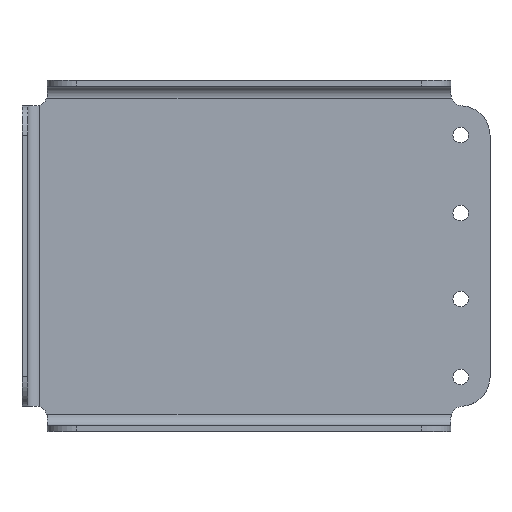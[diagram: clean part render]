
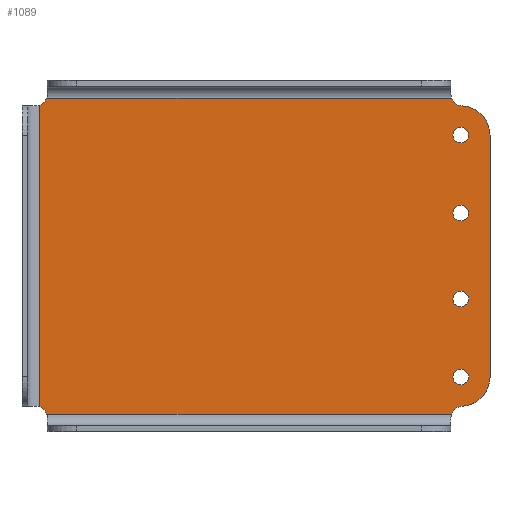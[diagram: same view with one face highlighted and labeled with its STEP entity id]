
A CAD part, top view. The second image highlights one B-rep face of the part: STEP entity #1089.
In plain terms, the highlighted planar face has unit normal (0, 0, 1).
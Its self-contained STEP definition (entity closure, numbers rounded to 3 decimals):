
#50=FACE_BOUND('',#199,.T.);
#51=FACE_BOUND('',#200,.T.);
#52=FACE_BOUND('',#201,.T.);
#53=FACE_BOUND('',#202,.T.);
#74=PLANE('',#1228);
#121=FACE_OUTER_BOUND('',#198,.T.);
#198=EDGE_LOOP('',(#910,#911,#912,#913,#914,#915,#916,#917,#918,#919));
#199=EDGE_LOOP('',(#920));
#200=EDGE_LOOP('',(#921));
#201=EDGE_LOOP('',(#922));
#202=EDGE_LOOP('',(#923));
#247=LINE('',#1698,#319);
#286=LINE('',#1862,#358);
#287=LINE('',#1867,#359);
#288=LINE('',#1870,#360);
#319=VECTOR('',#1389,10.);
#358=VECTOR('',#1522,10.);
#359=VECTOR('',#1527,10.);
#360=VECTOR('',#1530,10.);
#369=CIRCLE('',#1124,2.);
#371=CIRCLE('',#1127,2.);
#373=CIRCLE('',#1130,2.);
#375=CIRCLE('',#1133,2.);
#405=CIRCLE('',#1178,7.5);
#430=CIRCLE('',#1221,7.5);
#431=CIRCLE('',#1223,3.);
#432=CIRCLE('',#1225,3.);
#434=CIRCLE('',#1229,3.);
#435=CIRCLE('',#1230,3.);
#441=VERTEX_POINT('',#1577);
#443=VERTEX_POINT('',#1583);
#445=VERTEX_POINT('',#1589);
#447=VERTEX_POINT('',#1595);
#477=VERTEX_POINT('',#1685);
#478=VERTEX_POINT('',#1686);
#482=VERTEX_POINT('',#1696);
#530=VERTEX_POINT('',#1823);
#531=VERTEX_POINT('',#1831);
#532=VERTEX_POINT('',#1840);
#534=VERTEX_POINT('',#1855);
#535=VERTEX_POINT('',#1864);
#536=VERTEX_POINT('',#1866);
#537=VERTEX_POINT('',#1868);
#545=EDGE_CURVE('',#441,#441,#369,.T.);
#548=EDGE_CURVE('',#443,#443,#371,.T.);
#551=EDGE_CURVE('',#445,#445,#373,.T.);
#554=EDGE_CURVE('',#447,#447,#375,.T.);
#599=EDGE_CURVE('',#477,#478,#405,.T.);
#605=EDGE_CURVE('',#482,#477,#247,.T.);
#667=EDGE_CURVE('',#530,#482,#430,.T.);
#670=EDGE_CURVE('',#530,#531,#431,.T.);
#671=EDGE_CURVE('',#532,#478,#432,.T.);
#676=EDGE_CURVE('',#531,#534,#286,.T.);
#677=EDGE_CURVE('',#534,#535,#434,.T.);
#678=EDGE_CURVE('',#535,#536,#287,.T.);
#679=EDGE_CURVE('',#536,#537,#435,.T.);
#680=EDGE_CURVE('',#537,#532,#288,.T.);
#910=ORIENTED_EDGE('',*,*,#599,.F.);
#911=ORIENTED_EDGE('',*,*,#605,.F.);
#912=ORIENTED_EDGE('',*,*,#667,.F.);
#913=ORIENTED_EDGE('',*,*,#670,.T.);
#914=ORIENTED_EDGE('',*,*,#676,.T.);
#915=ORIENTED_EDGE('',*,*,#677,.T.);
#916=ORIENTED_EDGE('',*,*,#678,.T.);
#917=ORIENTED_EDGE('',*,*,#679,.T.);
#918=ORIENTED_EDGE('',*,*,#680,.T.);
#919=ORIENTED_EDGE('',*,*,#671,.T.);
#920=ORIENTED_EDGE('',*,*,#545,.T.);
#921=ORIENTED_EDGE('',*,*,#548,.T.);
#922=ORIENTED_EDGE('',*,*,#551,.T.);
#923=ORIENTED_EDGE('',*,*,#554,.T.);
#1089=ADVANCED_FACE('',(#121,#50,#51,#52,#53),#74,.T.);
#1124=AXIS2_PLACEMENT_3D('',#1578,#1253,#1254);
#1127=AXIS2_PLACEMENT_3D('',#1584,#1260,#1261);
#1130=AXIS2_PLACEMENT_3D('',#1590,#1267,#1268);
#1133=AXIS2_PLACEMENT_3D('',#1596,#1274,#1275);
#1178=AXIS2_PLACEMENT_3D('',#1687,#1379,#1380);
#1221=AXIS2_PLACEMENT_3D('',#1825,#1508,#1509);
#1223=AXIS2_PLACEMENT_3D('',#1838,#1512,#1513);
#1225=AXIS2_PLACEMENT_3D('',#1841,#1516,#1517);
#1228=AXIS2_PLACEMENT_3D('',#1863,#1523,#1524);
#1229=AXIS2_PLACEMENT_3D('',#1865,#1525,#1526);
#1230=AXIS2_PLACEMENT_3D('',#1869,#1528,#1529);
#1253=DIRECTION('center_axis',(0.,0.,-1.));
#1254=DIRECTION('ref_axis',(1.,0.,0.));
#1260=DIRECTION('center_axis',(0.,0.,-1.));
#1261=DIRECTION('ref_axis',(1.,0.,0.));
#1267=DIRECTION('center_axis',(0.,0.,-1.));
#1268=DIRECTION('ref_axis',(1.,0.,0.));
#1274=DIRECTION('center_axis',(0.,0.,-1.));
#1275=DIRECTION('ref_axis',(1.,0.,0.));
#1379=DIRECTION('center_axis',(0.,0.,-1.));
#1380=DIRECTION('ref_axis',(-1.,0.,0.));
#1389=DIRECTION('',(0.,-1.,0.));
#1508=DIRECTION('center_axis',(0.,0.,-1.));
#1509=DIRECTION('ref_axis',(-1.,0.,0.));
#1512=DIRECTION('center_axis',(0.,0.,-1.));
#1513=DIRECTION('ref_axis',(0.,-1.,0.));
#1516=DIRECTION('center_axis',(0.,0.,-1.));
#1517=DIRECTION('ref_axis',(-1.,0.,0.));
#1522=DIRECTION('',(-1.,0.,0.));
#1523=DIRECTION('center_axis',(0.,0.,1.));
#1524=DIRECTION('ref_axis',(1.,0.,0.));
#1525=DIRECTION('center_axis',(0.,0.,-1.));
#1526=DIRECTION('ref_axis',(0.,-1.,0.));
#1527=DIRECTION('',(0.,-1.,0.));
#1528=DIRECTION('center_axis',(0.,0.,-1.));
#1529=DIRECTION('ref_axis',(1.,0.,0.));
#1530=DIRECTION('',(1.,0.,0.));
#1577=CARTESIAN_POINT('',(50.5,-11.012,1.5));
#1578=CARTESIAN_POINT('Origin',(52.5,-11.012,1.5));
#1583=CARTESIAN_POINT('',(50.5,31.012,1.5));
#1584=CARTESIAN_POINT('Origin',(52.5,31.012,1.5));
#1589=CARTESIAN_POINT('',(50.5,11.012,1.5));
#1590=CARTESIAN_POINT('Origin',(52.5,11.012,1.5));
#1595=CARTESIAN_POINT('',(50.5,-31.012,1.5));
#1596=CARTESIAN_POINT('Origin',(52.5,-31.012,1.5));
#1685=CARTESIAN_POINT('',(60.,-31.012,1.5));
#1686=CARTESIAN_POINT('',(52.857,-38.503,1.5));
#1687=CARTESIAN_POINT('Origin',(52.5,-31.012,1.5));
#1696=CARTESIAN_POINT('',(60.,31.012,1.5));
#1698=CARTESIAN_POINT('',(60.,-22.5,1.5));
#1823=CARTESIAN_POINT('',(52.857,38.503,1.5));
#1825=CARTESIAN_POINT('Origin',(52.5,31.012,1.5));
#1831=CARTESIAN_POINT('',(50.172,40.5,1.5));
#1838=CARTESIAN_POINT('Origin',(53.,41.5,1.5));
#1840=CARTESIAN_POINT('',(50.172,-40.5,1.5));
#1841=CARTESIAN_POINT('Origin',(53.,-41.5,1.5));
#1855=CARTESIAN_POINT('',(-53.672,40.5,1.5));
#1862=CARTESIAN_POINT('',(30.,40.5,1.5));
#1863=CARTESIAN_POINT('Origin',(0.,0.,1.5));
#1864=CARTESIAN_POINT('',(-55.5,38.672,1.5));
#1865=CARTESIAN_POINT('Origin',(-56.5,41.5,1.5));
#1866=CARTESIAN_POINT('',(-55.5,-38.672,1.5));
#1867=CARTESIAN_POINT('',(-55.5,22.5,1.5));
#1868=CARTESIAN_POINT('',(-53.672,-40.5,1.5));
#1869=CARTESIAN_POINT('Origin',(-56.5,-41.5,1.5));
#1870=CARTESIAN_POINT('',(-30.,-40.5,1.5));
